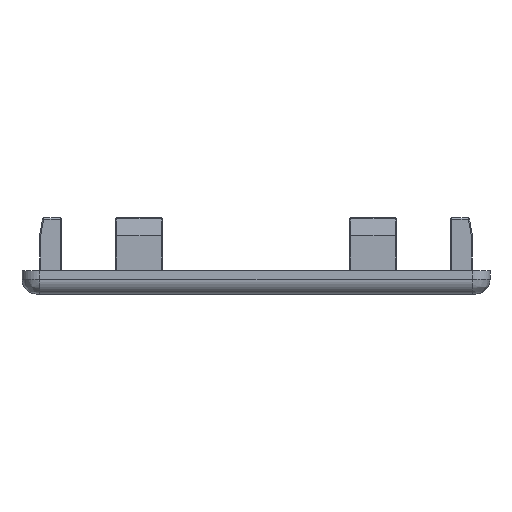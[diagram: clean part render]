
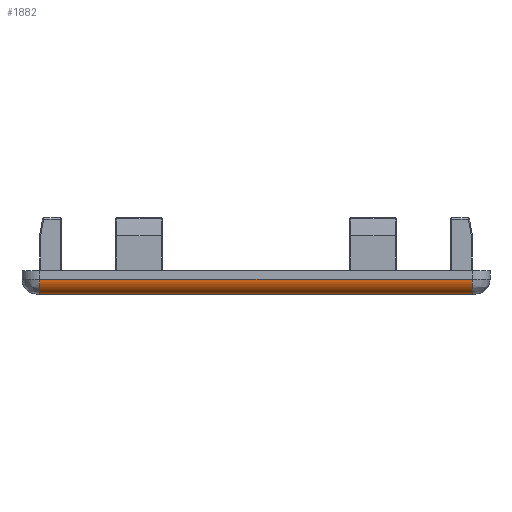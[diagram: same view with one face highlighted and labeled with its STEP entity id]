
A CAD part, left-side view. The second image highlights one B-rep face of the part: STEP entity #1882.
In plain terms, the highlighted cylindrical face has radius 2.5 mm (diameter 5 mm), a partial arc.
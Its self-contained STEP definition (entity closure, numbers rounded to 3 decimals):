
#112 = ORIENTED_EDGE ( 'NONE', *, *, #284, .T. ) ;
#284 = EDGE_CURVE ( 'NONE', #9425, #9471, #7083, .T. ) ;
#744 = AXIS2_PLACEMENT_3D ( 'NONE', #5411, #5323, #5611 ) ;
#1518 = VERTEX_POINT ( 'NONE', #9354 ) ;
#1882 = ADVANCED_FACE ( 'NONE', ( #6622 ), #5120, .T. ) ;
#2221 = ORIENTED_EDGE ( 'NONE', *, *, #8689, .F. ) ;
#2396 = DIRECTION ( 'NONE',  ( 0., 1., 0. ) ) ;
#2422 = CARTESIAN_POINT ( 'NONE',  ( -17.5, 20., 0. ) ) ;
#2824 = CARTESIAN_POINT ( 'NONE',  ( -20., -57., 2.5 ) ) ;
#2955 = CARTESIAN_POINT ( 'NONE',  ( -20., 17., 2.5 ) ) ;
#3311 = DIRECTION ( 'NONE',  ( 0., 1., 0. ) ) ;
#3313 = DIRECTION ( 'NONE',  ( -1., 0., 0. ) ) ;
#3437 = CARTESIAN_POINT ( 'NONE',  ( -17.5, -57., 2.5 ) ) ;
#4453 = DIRECTION ( 'NONE',  ( 0., 1., 0. ) ) ;
#4780 = ORIENTED_EDGE ( 'NONE', *, *, #6185, .T. ) ;
#4888 = CARTESIAN_POINT ( 'NONE',  ( -20., 20., 2.5 ) ) ;
#5120 = CYLINDRICAL_SURFACE ( 'NONE', #744, 2.5 ) ;
#5257 = VERTEX_POINT ( 'NONE', #2824 ) ;
#5323 = DIRECTION ( 'NONE',  ( 0., 1., 0. ) ) ;
#5411 = CARTESIAN_POINT ( 'NONE',  ( -17.5, 20., 2.5 ) ) ;
#5611 = DIRECTION ( 'NONE',  ( -1., 0., 0. ) ) ;
#6185 = EDGE_CURVE ( 'NONE', #5257, #9425, #8838, .T. ) ;
#6203 = LINE ( 'NONE', #2422, #8286 ) ;
#6510 = AXIS2_PLACEMENT_3D ( 'NONE', #8866, #8858, #8854 ) ;
#6564 = CIRCLE ( 'NONE', #7717, 2.5 ) ;
#6622 = FACE_OUTER_BOUND ( 'NONE', #7210, .T. ) ;
#7083 = CIRCLE ( 'NONE', #6510, 2.5 ) ;
#7210 = EDGE_LOOP ( 'NONE', ( #8876, #4780, #112, #2221 ) ) ;
#7495 = CARTESIAN_POINT ( 'NONE',  ( -17.5, 17., 0. ) ) ;
#7717 = AXIS2_PLACEMENT_3D ( 'NONE', #3437, #3311, #3313 ) ;
#8237 = VECTOR ( 'NONE', #4453, 1000. ) ;
#8286 = VECTOR ( 'NONE', #2396, 1000. ) ;
#8689 = EDGE_CURVE ( 'NONE', #1518, #9471, #6203, .T. ) ;
#8838 = LINE ( 'NONE', #4888, #8237 ) ;
#8854 = DIRECTION ( 'NONE',  ( -1., 0., 0. ) ) ;
#8858 = DIRECTION ( 'NONE',  ( 0., -1., 0. ) ) ;
#8866 = CARTESIAN_POINT ( 'NONE',  ( -17.5, 17., 2.5 ) ) ;
#8876 = ORIENTED_EDGE ( 'NONE', *, *, #9149, .T. ) ;
#9149 = EDGE_CURVE ( 'NONE', #1518, #5257, #6564, .T. ) ;
#9354 = CARTESIAN_POINT ( 'NONE',  ( -17.5, -57., 0. ) ) ;
#9425 = VERTEX_POINT ( 'NONE', #2955 ) ;
#9471 = VERTEX_POINT ( 'NONE', #7495 ) ;
